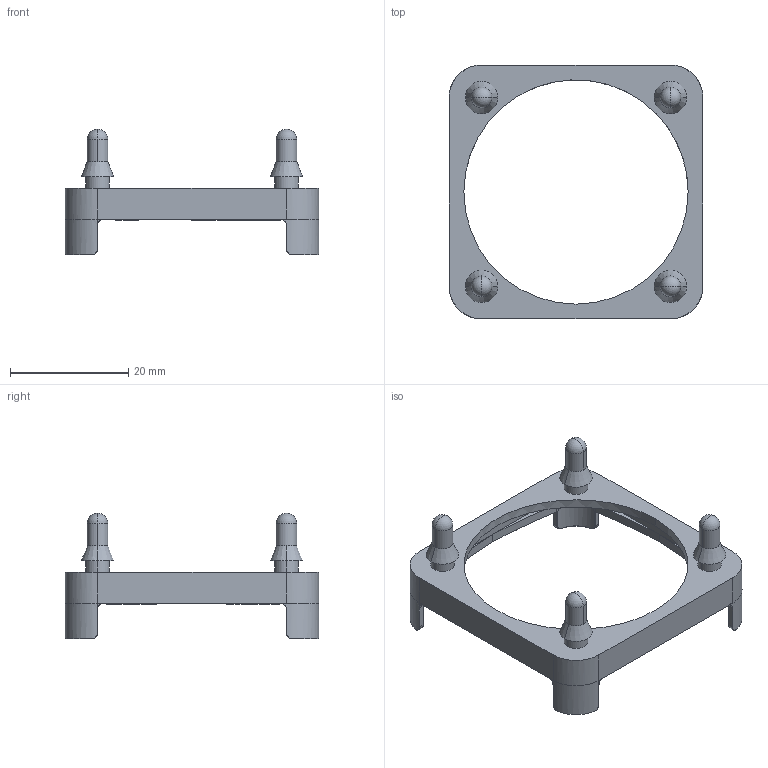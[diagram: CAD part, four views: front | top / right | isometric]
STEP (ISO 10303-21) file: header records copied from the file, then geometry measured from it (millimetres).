
FILE_DESCRIPTION((''),'2;1');
FILE_NAME('SLM-40-20-20.stp','2005-12-08T00:38:11',(''),(''),'Mechanical Desktop.R8.0.24.0','Mechanical Desktop.R8.0.24.0',', , ');
FILE_SCHEMA(('CONFIG_CONTROL_DESIGN'));
Length unit declared in the file: millimetre
Products named in the file (2): SLM-40-20-20 OVA; SLM-40-20-20 OV
Assembly tree (1 placements, depth 2):
  SLM-40-20-20 OVA
    SLM-40-20-20 OV
Bounding box: 43 x 43 x 21.25 mm (x, y, z)
Volume: 2744.3 mm3; surface area: 4137.1 mm2
Topology: 1 solids, 1 shells, 1216 faces, 3403 edges, 2235 vertices
Faces by surface type: bspline 792, plane 270, cylinder 118, sphere 24, cone 8, torus 4
Entity records: 45173 total; most frequent: CARTESIAN_POINT 19268, ORIENTED_EDGE 6742, EDGE_CURVE 3371, DIRECTION 2892, VERTEX_POINT 2227, B_SPLINE_CURVE_WITH_KNOTS 1600, VECTOR 1502, LINE 1502
